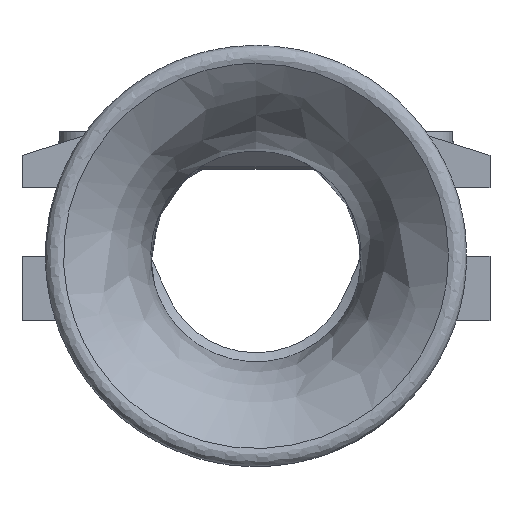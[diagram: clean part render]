
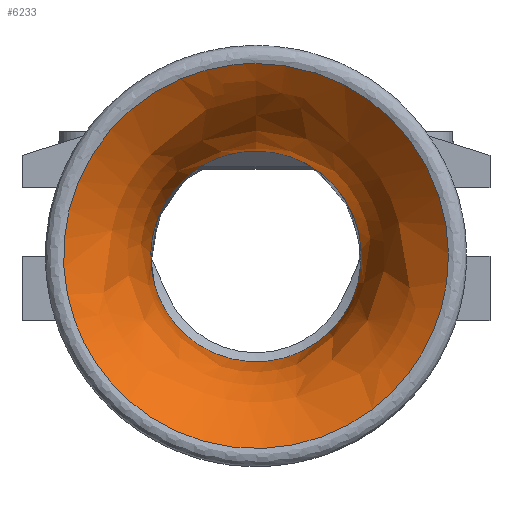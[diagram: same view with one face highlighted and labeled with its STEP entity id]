
A CAD part, top view. The second image highlights one B-rep face of the part: STEP entity #6233.
In plain terms, the highlighted free-form (B-spline) face has degree [2, 2] with [7, 3] control points.
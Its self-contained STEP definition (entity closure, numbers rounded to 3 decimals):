
#6135=CARTESIAN_POINT('V102',(0.,11.5,
   8.8));
#6136=VERTEX_POINT('V102',#6135);
#6142=CARTESIAN_POINT('E155',(0.,11.5,
   8.8));
#6143=CARTESIAN_POINT('E155',(19.919,11.5,
   8.8));
#6144=CARTESIAN_POINT('E155',(9.959,-5.75,
   8.8));
#6145=CARTESIAN_POINT('E155',(0.,-23.0,8.8)
   );
#6146=CARTESIAN_POINT('E155',(-9.959,-5.75,
   8.8));
#6147=CARTESIAN_POINT('E155',(-19.919,11.5,
   8.8));
#6148=CARTESIAN_POINT('E155',(0.,11.5,
   8.8));
#6156=(BOUNDED_CURVE()B_SPLINE_CURVE(2,(#6142,#6143,#6144,#6145,
   #6146,#6147,#6148),.CIRCULAR_ARC.,.T.,.U.)
   B_SPLINE_CURVE_WITH_KNOTS((3,2,2,3),(0.0,0.333,
   0.667,1.0),.UNSPECIFIED.)CURVE()
   GEOMETRIC_REPRESENTATION_ITEM()RATIONAL_B_SPLINE_CURVE((1.0,
   0.5,1.0,0.5,1.0,0.5,1.0)
   )REPRESENTATION_ITEM('E155'));
#6157=EDGE_CURVE('E155',#6136,#6136,#6156,.T.);
#6168=CARTESIAN_POINT('F61',(0.,20.976,
   25.807));
#6169=CARTESIAN_POINT('F61',(-36.331,20.976,
   25.807));
#6170=CARTESIAN_POINT('F61',(-18.165,-10.488,
   25.807));
#6171=CARTESIAN_POINT('F61',(0.,-41.951,
   25.807));
#6172=CARTESIAN_POINT('F61',(18.165,-10.488,
   25.807));
#6173=CARTESIAN_POINT('F61',(36.331,20.976,
   25.807));
#6174=CARTESIAN_POINT('F61',(0.,20.976,
   25.807));
#6175=CARTESIAN_POINT('F61',(0.,11.5,
   19.943));
#6176=CARTESIAN_POINT('F61',(-19.919,11.5,
   19.943));
#6177=CARTESIAN_POINT('F61',(-9.959,-5.75,
   19.943));
#6178=CARTESIAN_POINT('F61',(0.,-23.,
   19.943));
#6179=CARTESIAN_POINT('F61',(9.959,-5.75,
   19.943));
#6180=CARTESIAN_POINT('F61',(19.919,11.5,
   19.943));
#6181=CARTESIAN_POINT('F61',(0.,11.5,
   19.943));
#6182=CARTESIAN_POINT('F61',(0.,11.5,
   8.8));
#6183=CARTESIAN_POINT('F61',(-19.919,11.5,
   8.8));
#6184=CARTESIAN_POINT('F61',(-9.959,-5.75,
   8.8));
#6185=CARTESIAN_POINT('F61',(0.,-23.0,8.8)
   );
#6186=CARTESIAN_POINT('F61',(9.959,-5.75,
   8.8));
#6187=CARTESIAN_POINT('F61',(19.919,11.5,
   8.8));
#6188=CARTESIAN_POINT('F61',(0.,11.5,
   8.8));
#6196=(BOUNDED_SURFACE()B_SPLINE_SURFACE(2,2,((#6168,#6175,#6182),
   (#6169,#6176,#6183),(#6170,#6177,#6184),(#6171,#6178,#6185),
   (#6172,#6179,#6186),(#6173,#6180,#6187),(#6174,#6181,#6188)),
   .TOROIDAL_SURF.,.T.,.F.,.U.)B_SPLINE_SURFACE_WITH_KNOTS((3,2,2,
   3),(3,3),(0.0,0.333,0.667,1.0),(0.0,
   1.0),.UNSPECIFIED.)GEOMETRIC_REPRESENTATION_ITEM()
   RATIONAL_B_SPLINE_SURFACE(((1.0,0.874,1.0),(
   0.5,0.437,0.5),(1.0,
   0.874,1.0),(0.5,0.437,
   0.5),(1.0,0.874,1.0),(
   0.5,0.437,0.5),(1.0,
   0.874,1.0)))REPRESENTATION_ITEM('F61')SURFACE());
#6197=CARTESIAN_POINT('V93',(0.,20.976,
   25.807));
#6198=VERTEX_POINT('V93',#6197);
#6199=CARTESIAN_POINT('E158',(0.,11.5,
   8.8));
#6200=CARTESIAN_POINT('E158',(0.,11.5,
   19.943));
#6201=CARTESIAN_POINT('E158',(0.,20.976,
   25.807));
#6209=(BOUNDED_CURVE()B_SPLINE_CURVE(2,(#6199,#6200,#6201),
   .CIRCULAR_ARC.,.F.,.U.)CURVE()GEOMETRIC_REPRESENTATION_ITEM()
   QUASI_UNIFORM_CURVE()RATIONAL_B_SPLINE_CURVE((1.0,
   0.874,1.0))REPRESENTATION_ITEM('E158'));
#6210=EDGE_CURVE('E158',#6136,#6198,#6209,.T.);
#6211=ORIENTED_EDGE('E158',*,*,#6210,.T.);
#6212=CARTESIAN_POINT('E130',(0.,20.976,
   25.807));
#6213=CARTESIAN_POINT('E130',(36.331,20.976,
   25.807));
#6214=CARTESIAN_POINT('E130',(18.165,-10.488,
   25.807));
#6215=CARTESIAN_POINT('E130',(0.,-41.951,
   25.807));
#6216=CARTESIAN_POINT('E130',(-18.165,
   -10.488,25.807));
#6217=CARTESIAN_POINT('E130',(-36.331,20.976,
   25.807));
#6218=CARTESIAN_POINT('E130',(0.,20.976,
   25.807));
#6226=(BOUNDED_CURVE()B_SPLINE_CURVE(2,(#6212,#6213,#6214,#6215,
   #6216,#6217,#6218),.CIRCULAR_ARC.,.T.,.U.)
   B_SPLINE_CURVE_WITH_KNOTS((3,2,2,3),(0.0,0.333,
   0.667,1.0),.UNSPECIFIED.)CURVE()
   GEOMETRIC_REPRESENTATION_ITEM()RATIONAL_B_SPLINE_CURVE((1.0,
   0.5,1.0,0.5,1.0,0.5,1.0)
   )REPRESENTATION_ITEM('E130'));
#6227=EDGE_CURVE('E130',#6198,#6198,#6226,.T.);
#6228=ORIENTED_EDGE('E130',*,*,#6227,.F.);
#6229=ORIENTED_EDGE('E158',*,*,#6210,.F.);
#6230=ORIENTED_EDGE('E155',*,*,#6157,.T.);
#6231=EDGE_LOOP('F61',(#6211,#6228,#6229,#6230));
#6232=FACE_OUTER_BOUND('F61',#6231,.T.);
#6233=ADVANCED_FACE('F61',(#6232),#6196,.T.);
